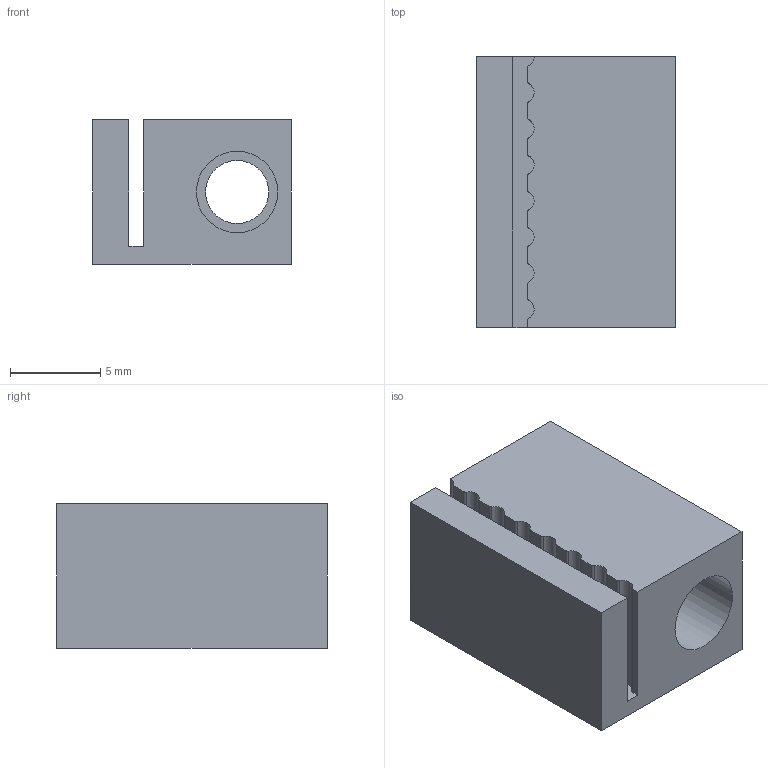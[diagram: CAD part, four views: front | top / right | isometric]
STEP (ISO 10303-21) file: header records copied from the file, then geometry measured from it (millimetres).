
FILE_DESCRIPTION(/* description */ ('STEP AP242','CAx-IF Rec.Pracs.---Representation and Presentation of Product Manufacturing Information (PMI)---4.0---2014-10-13','CAx-IF Rec.Pracs.---3D Tessellated Geometry---0.4---2014-09-14','2;1'),/* implementation_level */ '2;1');
FILE_NAME(/* name */ '657f79a171f4d123be972e47',/* time_stamp */ '2023-12-17T22:43:45Z',/* author */ (''),/* organization */ (''),/* preprocessor_version */ 'ST-DEVELOPER v19.4',/* originating_system */ ' ',/* authorisation */ ' ');
FILE_SCHEMA (('AP242_MANAGED_MODEL_BASED_3D_ENGINEERING_MIM_LF { 1 0 10303 442 1 1 4 }'));
Length unit declared in the file: metre
Products named in the file (1): Part 1
Bounding box: 11 x 15 x 8 mm (x, y, z)
Volume: 1018.1 mm3; surface area: 1129.8 mm2
Topology: 1 solids, 1 shells, 43 faces, 120 edges, 80 vertices
Faces by surface type: cylinder 25, plane 18
Full cylindrical faces by diameter (mm): 3.5 x1, 4.5 x1
Entity records: 1420 total; most frequent: DIRECTION 256, CARTESIAN_POINT 242, ORIENTED_EDGE 236, EDGE_CURVE 118, AXIS2_PLACEMENT_3D 94, VERTEX_POINT 80, LINE 68, VECTOR 68
